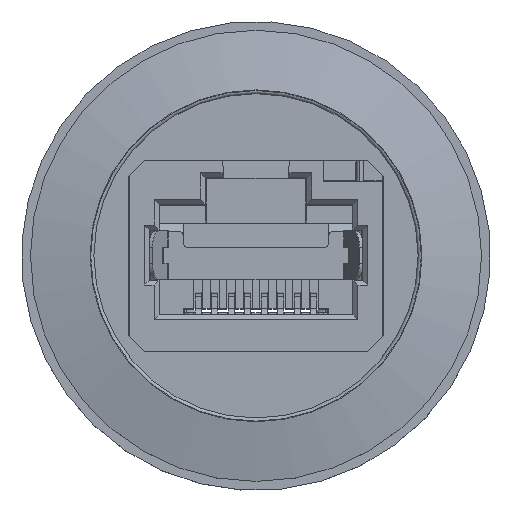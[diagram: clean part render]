
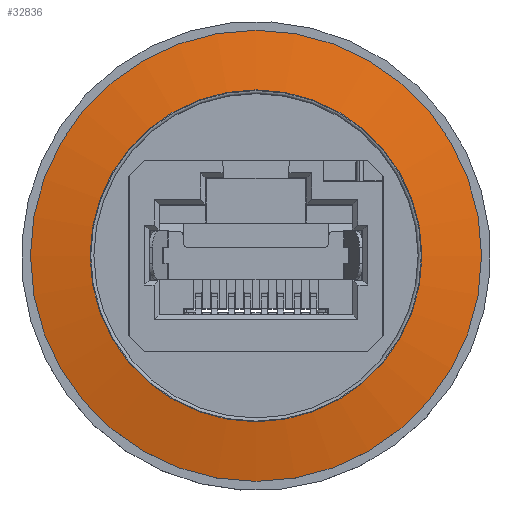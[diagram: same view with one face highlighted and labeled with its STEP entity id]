
A CAD part, top view. The second image highlights one B-rep face of the part: STEP entity #32836.
In plain terms, the highlighted conical face has half-angle 78.5 degrees and reference radius 12.107 mm.
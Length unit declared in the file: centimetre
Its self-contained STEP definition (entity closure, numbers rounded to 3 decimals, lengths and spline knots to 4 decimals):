
#98=CONICAL_SURFACE('',#35399,1.2107,1.37);
#1825=CIRCLE('',#35364,1.0264);
#1837=CIRCLE('',#35398,1.395);
#3409=FACE_OUTER_BOUND('',#5050,.T.);
#5050=EDGE_LOOP('',(#28586,#28587,#28588,#28589));
#8399=LINE('',#64275,#11748);
#11748=VECTOR('',#43824,1.2107);
#14708=VERTEX_POINT('',#64118);
#14726=VERTEX_POINT('',#64271);
#19308=EDGE_CURVE('',#14708,#14708,#1825,.T.);
#19345=EDGE_CURVE('',#14726,#14726,#1837,.T.);
#19347=EDGE_CURVE('',#14726,#14708,#8399,.T.);
#28586=ORIENTED_EDGE('',*,*,#19345,.T.);
#28587=ORIENTED_EDGE('',*,*,#19347,.T.);
#28588=ORIENTED_EDGE('',*,*,#19308,.F.);
#28589=ORIENTED_EDGE('',*,*,#19347,.F.);
#32836=ADVANCED_FACE('',(#3409),#98,.T.);
#35364=AXIS2_PLACEMENT_3D('',#64119,#43732,#43733);
#35398=AXIS2_PLACEMENT_3D('',#64272,#43819,#43820);
#35399=AXIS2_PLACEMENT_3D('',#64274,#43822,#43823);
#43732=DIRECTION('center_axis',(0.,0.,1.));
#43733=DIRECTION('ref_axis',(1.,0.,0.));
#43819=DIRECTION('center_axis',(0.,0.,1.));
#43820=DIRECTION('ref_axis',(1.,0.,0.));
#43822=DIRECTION('center_axis',(0.,0.,-1.));
#43823=DIRECTION('ref_axis',(1.,0.,0.));
#43824=DIRECTION('',(0.98,0.,0.199));
#64118=CARTESIAN_POINT('',(-1.0264,0.,1.02));
#64119=CARTESIAN_POINT('Origin',(0.,0.,1.02));
#64271=CARTESIAN_POINT('',(-1.395,0.,0.945));
#64272=CARTESIAN_POINT('Origin',(0.,0.,0.945));
#64274=CARTESIAN_POINT('Origin',(0.,0.,0.9825));
#64275=CARTESIAN_POINT('',(-1.2107,0.,0.9825));
